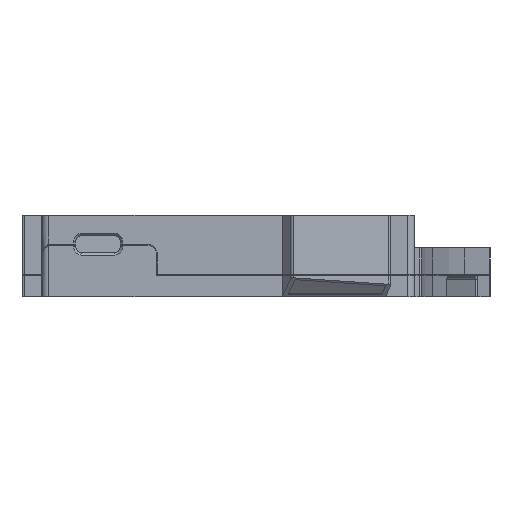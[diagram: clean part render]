
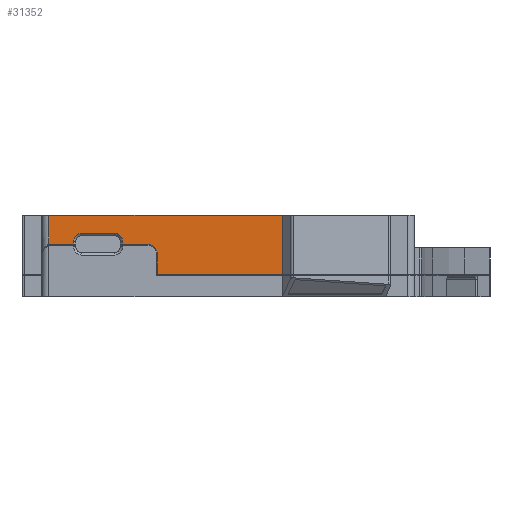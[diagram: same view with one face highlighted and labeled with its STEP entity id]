
A CAD part, left-side view. The second image highlights one B-rep face of the part: STEP entity #31352.
In plain terms, the highlighted planar face has unit normal (-1, 0, 0).
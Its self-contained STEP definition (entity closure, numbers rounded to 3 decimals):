
#2414=LINE('',#43410,#5689);
#2479=LINE('',#43582,#5754);
#2509=LINE('',#43657,#5784);
#2510=LINE('',#43660,#5785);
#2511=LINE('',#43662,#5786);
#2512=LINE('',#43666,#5787);
#2513=LINE('',#43670,#5788);
#2514=LINE('',#43672,#5789);
#2515=LINE('',#43675,#5790);
#2516=LINE('',#43676,#5791);
#5689=VECTOR('',#35321,10.);
#5754=VECTOR('',#35442,10.);
#5784=VECTOR('',#35494,10.);
#5785=VECTOR('',#35497,10.);
#5786=VECTOR('',#35498,10.);
#5787=VECTOR('',#35501,10.);
#5788=VECTOR('',#35504,10.);
#5789=VECTOR('',#35505,10.);
#5790=VECTOR('',#35508,10.);
#5791=VECTOR('',#35509,10.);
#8918=FACE_OUTER_BOUND('',#10701,.T.);
#10701=EDGE_LOOP('',(#21933,#21934,#21935,#21936,#21937,#21938,#21939,#21940,
#21941,#21942,#21943,#21944,#21945));
#12384=CIRCLE('',#33077,1.7);
#12385=CIRCLE('',#33078,1.7);
#12386=CIRCLE('',#33079,2.);
#12709=VERTEX_POINT('',#41110);
#13145=VERTEX_POINT('',#43407);
#13146=VERTEX_POINT('',#43409);
#13212=VERTEX_POINT('',#43579);
#13213=VERTEX_POINT('',#43581);
#13234=VERTEX_POINT('',#43659);
#13235=VERTEX_POINT('',#43661);
#13236=VERTEX_POINT('',#43663);
#13237=VERTEX_POINT('',#43665);
#13238=VERTEX_POINT('',#43667);
#13239=VERTEX_POINT('',#43669);
#13240=VERTEX_POINT('',#43671);
#13241=VERTEX_POINT('',#43673);
#16501=EDGE_CURVE('',#13145,#13146,#2414,.T.);
#16581=EDGE_CURVE('',#13212,#13213,#2479,.T.);
#16615=EDGE_CURVE('',#12709,#13145,#2509,.T.);
#16616=EDGE_CURVE('',#12709,#13234,#2510,.T.);
#16617=EDGE_CURVE('',#13235,#13234,#2511,.T.);
#16618=EDGE_CURVE('',#13236,#13235,#12384,.T.);
#16619=EDGE_CURVE('',#13237,#13236,#2512,.T.);
#16620=EDGE_CURVE('',#13238,#13237,#12385,.T.);
#16621=EDGE_CURVE('',#13239,#13238,#2513,.T.);
#16622=EDGE_CURVE('',#13239,#13240,#2514,.T.);
#16623=EDGE_CURVE('',#13240,#13241,#12386,.T.);
#16624=EDGE_CURVE('',#13241,#13213,#2515,.T.);
#16625=EDGE_CURVE('',#13212,#13146,#2516,.T.);
#21933=ORIENTED_EDGE('',*,*,#16615,.F.);
#21934=ORIENTED_EDGE('',*,*,#16616,.T.);
#21935=ORIENTED_EDGE('',*,*,#16617,.F.);
#21936=ORIENTED_EDGE('',*,*,#16618,.F.);
#21937=ORIENTED_EDGE('',*,*,#16619,.F.);
#21938=ORIENTED_EDGE('',*,*,#16620,.F.);
#21939=ORIENTED_EDGE('',*,*,#16621,.F.);
#21940=ORIENTED_EDGE('',*,*,#16622,.T.);
#21941=ORIENTED_EDGE('',*,*,#16623,.T.);
#21942=ORIENTED_EDGE('',*,*,#16624,.T.);
#21943=ORIENTED_EDGE('',*,*,#16581,.F.);
#21944=ORIENTED_EDGE('',*,*,#16625,.T.);
#21945=ORIENTED_EDGE('',*,*,#16501,.F.);
#30279=PLANE('',#33076);
#31352=ADVANCED_FACE('',(#8918),#30279,.T.);
#33076=AXIS2_PLACEMENT_3D('',#43658,#35495,#35496);
#33077=AXIS2_PLACEMENT_3D('',#43664,#35499,#35500);
#33078=AXIS2_PLACEMENT_3D('',#43668,#35502,#35503);
#33079=AXIS2_PLACEMENT_3D('',#43674,#35506,#35507);
#35321=DIRECTION('',(0.,-1.,0.));
#35442=DIRECTION('',(0.,1.,0.));
#35494=DIRECTION('',(0.,0.,1.));
#35495=DIRECTION('center_axis',(-1.,0.,0.));
#35496=DIRECTION('ref_axis',(0.,-1.,0.));
#35497=DIRECTION('',(0.,-1.,0.));
#35498=DIRECTION('',(0.,0.,-1.));
#35499=DIRECTION('center_axis',(-1.,0.,0.));
#35500=DIRECTION('ref_axis',(0.,0.,
1.));
#35501=DIRECTION('',(0.,1.,0.));
#35502=DIRECTION('center_axis',(-1.,0.,0.));
#35503=DIRECTION('ref_axis',(0.,-1.,0.));
#35504=DIRECTION('',(0.,0.,1.));
#35505=DIRECTION('',(0.,-1.,0.));
#35506=DIRECTION('center_axis',(1.,0.,0.));
#35507=DIRECTION('ref_axis',(0.,-1.,0.));
#35508=DIRECTION('',(0.,0.,-1.));
#35509=DIRECTION('',(0.,0.,1.));
#41110=CARTESIAN_POINT('',(28.638,-49.155,4.395));
#43407=CARTESIAN_POINT('',(28.638,-49.155,10.5));
#43409=CARTESIAN_POINT('',(28.638,-98.604,10.5));
#43410=CARTESIAN_POINT('',(28.638,-98.604,10.5));
#43579=CARTESIAN_POINT('',(28.638,-98.604,-2.));
#43581=CARTESIAN_POINT('',(28.638,-72.1,-2.));
#43582=CARTESIAN_POINT('',(28.638,-98.604,-2.));
#43657=CARTESIAN_POINT('',(28.638,-49.155,0.));
#43658=CARTESIAN_POINT('Origin',(28.638,-47.655,0.));
#43659=CARTESIAN_POINT('',(28.638,-54.4,4.395));
#43660=CARTESIAN_POINT('',(28.638,-48.405,4.395));
#43661=CARTESIAN_POINT('',(28.638,-54.4,4.98));
#43662=CARTESIAN_POINT('',(28.638,-54.4,1.905));
#43663=CARTESIAN_POINT('',(28.638,-56.1,6.68));
#43664=CARTESIAN_POINT('Origin',(28.638,-56.1,4.98));
#43665=CARTESIAN_POINT('',(28.638,-63.1,6.68));
#43666=CARTESIAN_POINT('',(28.638,-51.878,6.68));
#43667=CARTESIAN_POINT('',(28.638,-64.8,4.98));
#43668=CARTESIAN_POINT('Origin',(28.638,-63.1,4.98));
#43669=CARTESIAN_POINT('',(28.638,-64.8,4.395));
#43670=CARTESIAN_POINT('',(28.638,-64.8,2.49));
#43671=CARTESIAN_POINT('',(28.638,-70.1,4.395));
#43672=CARTESIAN_POINT('',(28.638,-48.405,4.395));
#43673=CARTESIAN_POINT('',(28.638,-72.1,2.395));
#43674=CARTESIAN_POINT('Origin',(28.638,-70.1,2.395));
#43675=CARTESIAN_POINT('',(28.638,-72.1,1.198));
#43676=CARTESIAN_POINT('',(28.638,-98.604,0.));
